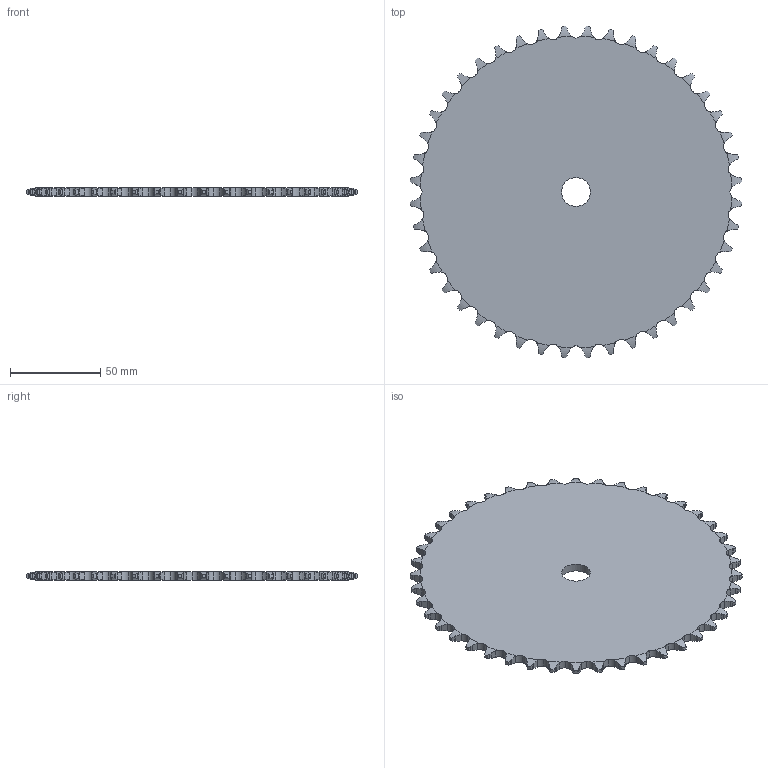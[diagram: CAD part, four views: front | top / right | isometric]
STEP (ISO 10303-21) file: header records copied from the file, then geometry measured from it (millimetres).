
FILE_DESCRIPTION(('FreeCAD Model'),'2;1');
FILE_NAME('Open CASCADE Shape Model','2022-02-19T15:58:38',('FreeCAD'),( 'FreeCAD'),'Open CASCADE STEP processor 7.4','FreeCAD','Unknown');
FILE_SCHEMA(('AUTOMOTIVE_DESIGN { 1 0 10303 214 1 1 1 1 }'));
Products named in the file (1): Open CASCADE STEP translator 7.4 80
Bounding box: 183.17 x 183.17 x 4.5 mm (x, y, z)
Volume: 107233.5 mm3; surface area: 51564.9 mm2
Topology: 1 solids, 1 shells, 487 faces, 1455 edges, 970 vertices
Faces by surface type: cylinder 309, plane 90, torus 88
Full cylindrical faces by diameter (mm): 16 x1
Entity records: 43772 total; most frequent: CARTESIAN_POINT 19305, DIRECTION 3317, ORIENTED_EDGE 2910, PCURVE 2910, DEFINITIONAL_REPRESENTATION 2910, B_SPLINE_CURVE_WITH_KNOTS 2112, LINE 1633, VECTOR 1633
